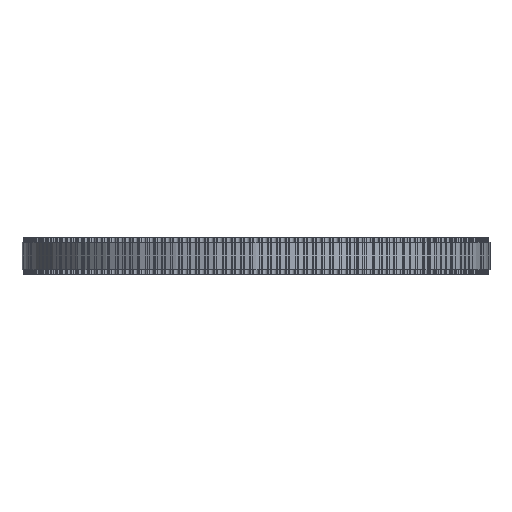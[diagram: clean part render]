
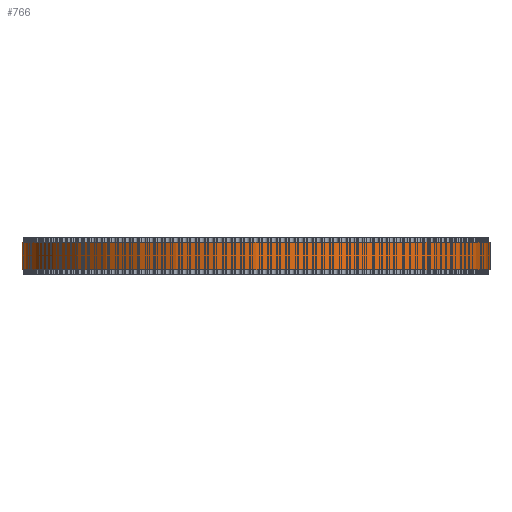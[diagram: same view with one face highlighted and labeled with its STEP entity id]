
A CAD part, front view. The second image highlights one B-rep face of the part: STEP entity #766.
In plain terms, the highlighted cylindrical face has radius 51.248 mm (diameter 102.496 mm), a full revolution.
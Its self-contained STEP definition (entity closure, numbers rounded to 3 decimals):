
#97=FACE_BOUND('',#2704,.T.);
#98=FACE_BOUND('',#2705,.T.);
#766=ADVANCED_FACE('',(#97,#98),#1411,.T.);
#1411=CYLINDRICAL_SURFACE('',#14311,51.248);
#2704=EDGE_LOOP('',(#7858));
#2705=EDGE_LOOP('',(#7859));
#7858=ORIENTED_EDGE('',*,*,#11082,.T.);
#7859=ORIENTED_EDGE('',*,*,#11083,.T.);
#9148=VERTEX_POINT('',#22700);
#9149=VERTEX_POINT('',#22702);
#11082=EDGE_CURVE('',#9148,#9148,#12372,.T.);
#11083=EDGE_CURVE('',#9149,#9149,#12373,.T.);
#12372=CIRCLE('',#14309,51.248);
#12373=CIRCLE('',#14310,51.248);
#14309=AXIS2_PLACEMENT_3D('',#22699,#18826,#18827);
#14310=AXIS2_PLACEMENT_3D('',#22701,#18828,#18829);
#14311=AXIS2_PLACEMENT_3D('',#22703,#18830,#18831);
#18826=DIRECTION('',(0.,0.,1.));
#18827=DIRECTION('',(1.,0.,0.));
#18828=DIRECTION('',(0.,0.,-1.));
#18829=DIRECTION('',(1.,0.,0.));
#18830=DIRECTION('',(0.,0.,1.));
#18831=DIRECTION('',(1.,0.,0.));
#22699=CARTESIAN_POINT('',(0.,0.,1.));
#22700=CARTESIAN_POINT('',(51.248,0.,1.));
#22701=CARTESIAN_POINT('',(0.,0.,7.));
#22702=CARTESIAN_POINT('',(51.248,0.,7.));
#22703=CARTESIAN_POINT('',(0.,0.,1.));
